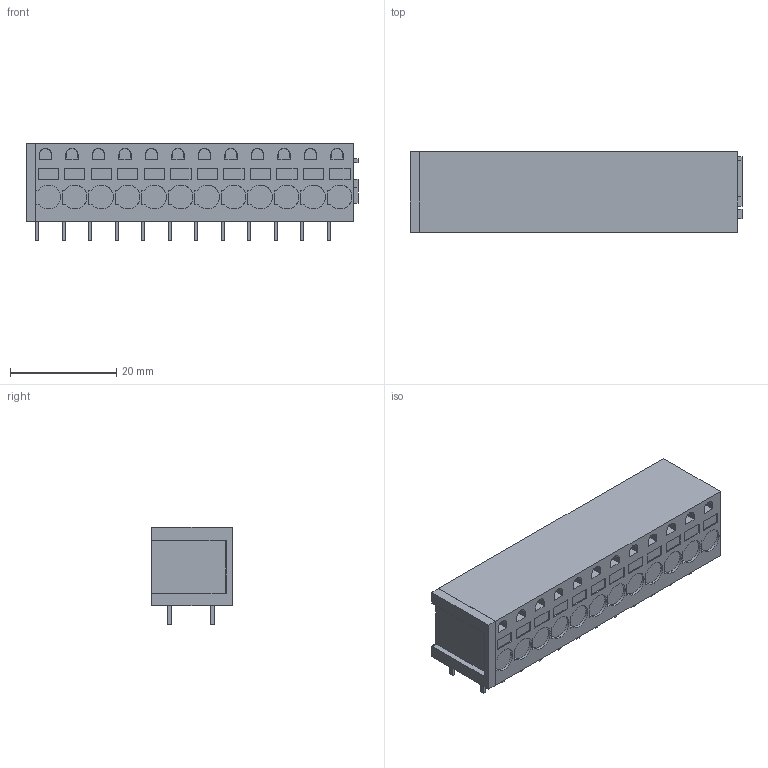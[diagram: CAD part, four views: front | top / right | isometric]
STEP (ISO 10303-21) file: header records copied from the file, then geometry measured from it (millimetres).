
FILE_DESCRIPTION(('CATIA V5 STEP Exchange','CAx-IF Rec.Pracs.--- Model Styling and Organization---1.4--- 2014-01-23'),'2;1');
FILE_NAME ('453740-3_1_1425390000_1425390000.stp','2022-08-10T10:38:10+00:00',('none'),('Weidmueller'),'CATIA Version 5-6 Release 2016 SP3 HF44','CATIA V5 STEP AP214','none');
FILE_SCHEMA(('AUTOMOTIVE_DESIGN { 1 0 10303 214 1 1 1 1 }'));
Length unit declared in the file: millimetre
Products named in the file (1): 1425390000
Bounding box: 62.63 x 15.2 x 18.3 mm (x, y, z)
Volume: 13575.2 mm3; surface area: 5597.8 mm2
Topology: 25 solids, 73 shells, 792 faces, 1817 edges, 1211 vertices
Faces by surface type: plane 624, cylinder 84, cone 36, bspline 24, extrusion 12, torus 12
Entity records: 23731 total; most frequent: CARTESIAN_POINT 6832, ORIENTED_EDGE 3634, DIRECTION 2843, EDGE_CURVE 1817, VECTOR 1421, LINE 1409, VERTEX_POINT 1211, EDGE_LOOP 842
